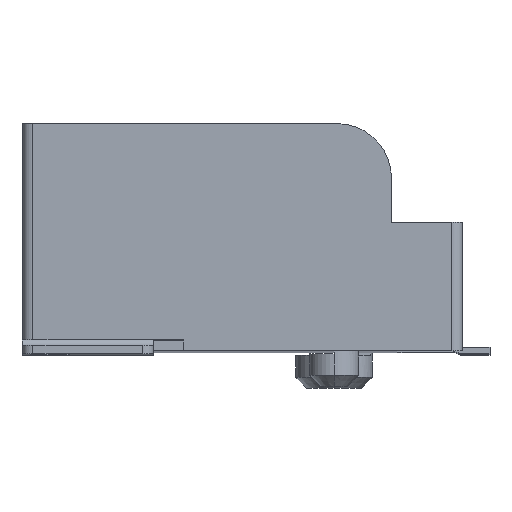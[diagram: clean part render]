
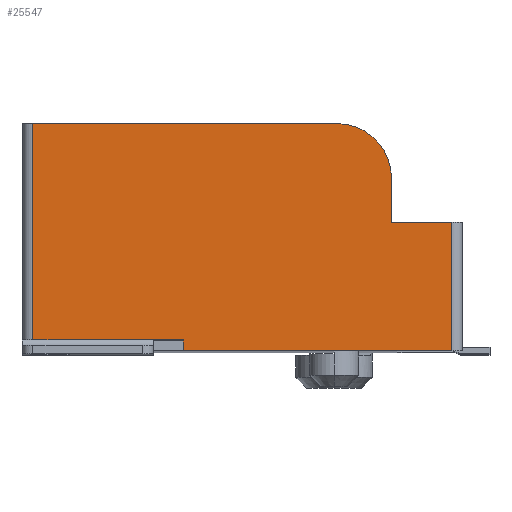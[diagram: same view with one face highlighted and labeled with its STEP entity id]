
A CAD part, top view. The second image highlights one B-rep face of the part: STEP entity #25547.
In plain terms, the highlighted planar face has unit normal (0, 0, 1).
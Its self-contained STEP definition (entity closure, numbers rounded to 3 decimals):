
#20=DIRECTION('',(0.,1.,0.));
#21=VECTOR('',#20,0.2);
#22=CARTESIAN_POINT('',(-1.2,0.05,0.));
#23=LINE('',#22,#21);
#24=DIRECTION('',(-1.,0.,0.));
#25=VECTOR('',#24,2.75);
#26=CARTESIAN_POINT('',(-1.2,0.25,0.));
#27=LINE('',#26,#25);
#28=CARTESIAN_POINT('',(1.6,3.2,0.));
#29=DIRECTION('',(0.,0.,-1.));
#30=DIRECTION('',(0.,1.,0.));
#31=AXIS2_PLACEMENT_3D('',#28,#29,#30);
#33=DIRECTION('',(0.,-1.,0.));
#34=VECTOR('',#33,0.8);
#35=CARTESIAN_POINT('',(2.6,3.2,0.));
#36=LINE('',#35,#34);
#37=DIRECTION('',(1.,0.,0.));
#38=VECTOR('',#37,1.1);
#39=CARTESIAN_POINT('',(2.6,2.4,0.));
#40=LINE('',#39,#38);
#75=DIRECTION('',(1.,0.,0.));
#76=VECTOR('',#75,4.9);
#77=CARTESIAN_POINT('',(-1.2,0.05,0.));
#78=LINE('',#77,#76);
#190=DIRECTION('',(0.,1.,0.));
#191=VECTOR('',#190,2.35);
#192=CARTESIAN_POINT('',(3.7,0.05,0.));
#193=LINE('',#192,#191);
#889=DIRECTION('',(-1.,0.,0.));
#890=VECTOR('',#889,5.55);
#891=CARTESIAN_POINT('',(1.6,4.2,0.));
#892=LINE('',#891,#890);
#1020=DIRECTION('',(0.,-1.,0.));
#1021=VECTOR('',#1020,3.95);
#1022=CARTESIAN_POINT('',(-3.95,4.2,0.));
#1023=LINE('',#1022,#1021);
#19475=CARTESIAN_POINT('',(-1.2,0.05,0.));
#19476=CARTESIAN_POINT('',(-1.2,0.25,0.));
#19477=VERTEX_POINT('',#19475);
#19478=VERTEX_POINT('',#19476);
#19479=CARTESIAN_POINT('',(-3.95,0.25,0.));
#19480=VERTEX_POINT('',#19479);
#19481=CARTESIAN_POINT('',(-3.95,4.2,0.));
#19482=VERTEX_POINT('',#19481);
#19483=CARTESIAN_POINT('',(1.6,4.2,0.));
#19484=VERTEX_POINT('',#19483);
#19485=CARTESIAN_POINT('',(2.6,3.2,0.));
#19486=VERTEX_POINT('',#19485);
#19487=CARTESIAN_POINT('',(2.6,2.4,0.));
#19488=VERTEX_POINT('',#19487);
#19489=CARTESIAN_POINT('',(3.7,2.4,0.));
#19490=VERTEX_POINT('',#19489);
#25512=CARTESIAN_POINT('',(3.7,0.05,0.));
#25513=VERTEX_POINT('',#25512);
#25522=CARTESIAN_POINT('',(-0.125,2.1,0.));
#25523=DIRECTION('',(0.,0.,1.));
#25524=DIRECTION('',(1.,0.,0.));
#25525=AXIS2_PLACEMENT_3D('',#25522,#25523,#25524);
#25526=PLANE('',#25525);
#25528=ORIENTED_EDGE('',*,*,#25527,.F.);
#25530=ORIENTED_EDGE('',*,*,#25529,.T.);
#25532=ORIENTED_EDGE('',*,*,#25531,.T.);
#25534=ORIENTED_EDGE('',*,*,#25533,.F.);
#25536=ORIENTED_EDGE('',*,*,#25535,.F.);
#25538=ORIENTED_EDGE('',*,*,#25537,.T.);
#25540=ORIENTED_EDGE('',*,*,#25539,.T.);
#25542=ORIENTED_EDGE('',*,*,#25541,.T.);
#25544=ORIENTED_EDGE('',*,*,#25543,.F.);
#25545=EDGE_LOOP('',(#25528,#25530,#25532,#25534,#25536,#25538,#25540,#25542,
#25544));
#25546=FACE_OUTER_BOUND('',#25545,.F.);
#25547=ADVANCED_FACE('',(#25546),#25526,.T.);
#32=CIRCLE('',#31,1.);
#25527=EDGE_CURVE('',#19477,#25513,#78,.T.);
#25529=EDGE_CURVE('',#19477,#19478,#23,.T.);
#25531=EDGE_CURVE('',#19478,#19480,#27,.T.);
#25533=EDGE_CURVE('',#19482,#19480,#1023,.T.);
#25535=EDGE_CURVE('',#19484,#19482,#892,.T.);
#25537=EDGE_CURVE('',#19484,#19486,#32,.T.);
#25539=EDGE_CURVE('',#19486,#19488,#36,.T.);
#25541=EDGE_CURVE('',#19488,#19490,#40,.T.);
#25543=EDGE_CURVE('',#25513,#19490,#193,.T.);
